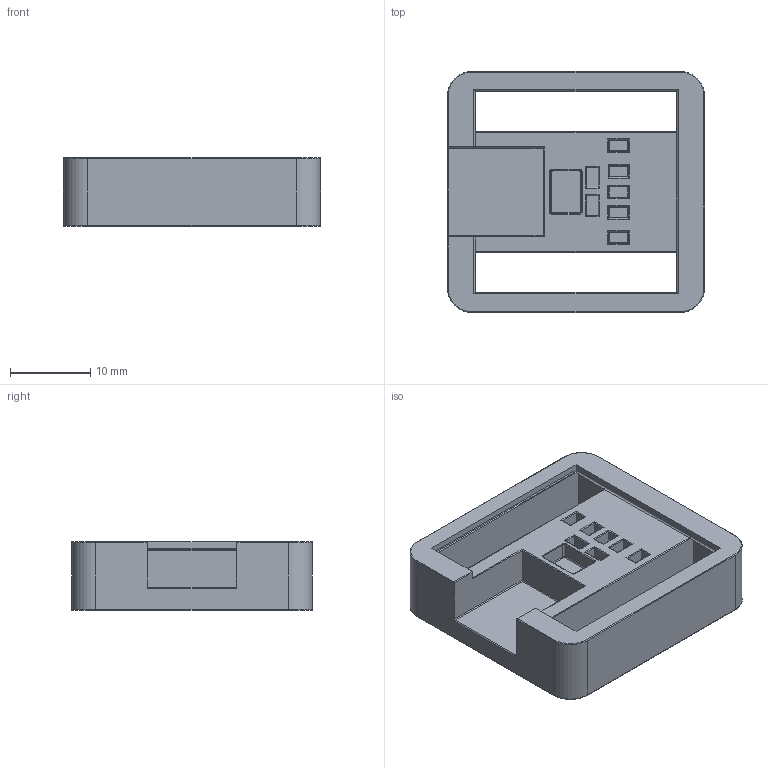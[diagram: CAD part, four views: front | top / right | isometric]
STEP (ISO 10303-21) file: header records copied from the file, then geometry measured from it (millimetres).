
FILE_DESCRIPTION(('FreeCAD Model'),'2;1');
FILE_NAME('case-Pinguino_SMD-4550.step','2017-02-23T21:22:30',('Author'),(''), 'Open CASCADE STEP processor 6.8','FreeCAD','Unknown');
FILE_SCHEMA(('AUTOMOTIVE_DESIGN_CC2 { 1 2 10303 214 -1 1 5 4 }'));
Length unit declared in the file: millimetre
Products named in the file (2): ASSEMBLY; case-Pinguino_SMD-4550
Assembly tree (1 placements, depth 2):
  ASSEMBLY
    case-Pinguino_SMD-4550
Bounding box: 32 x 30 x 8.5 mm (x, y, z)
Volume: 4665.8 mm3; surface area: 3664.2 mm2
Topology: 1 solids, 1 shells, 192 faces, 442 edges, 256 vertices
Faces by surface type: cylinder 98, plane 66, torus 20, bspline 6, sphere 2
Entity records: 7509 total; most frequent: CARTESIAN_POINT 3112, DIRECTION 948, ORIENTED_EDGE 880, EDGE_CURVE 440, AXIS2_PLACEMENT_3D 340, LINE 268, VECTOR 268, VERTEX_POINT 256
